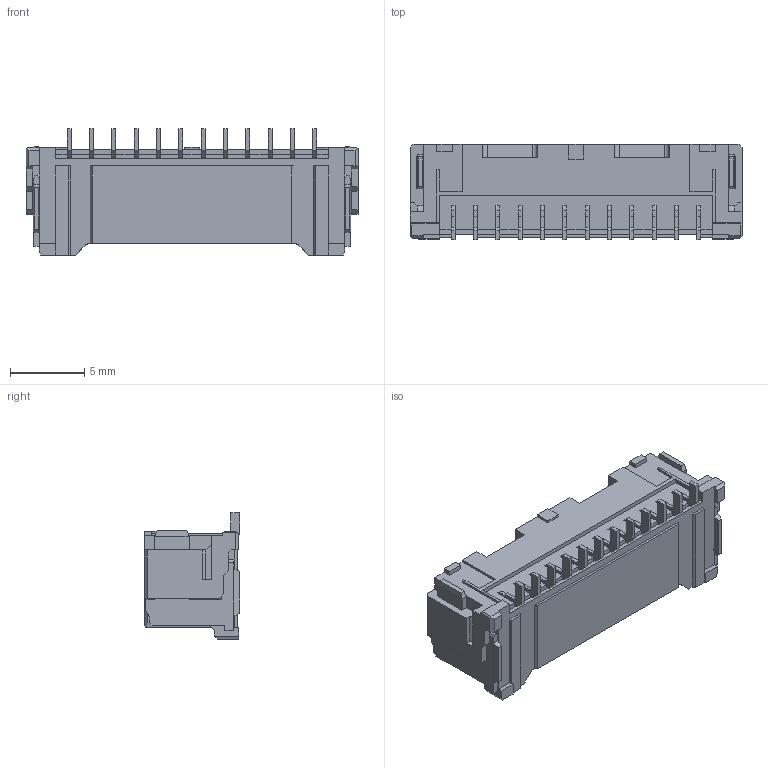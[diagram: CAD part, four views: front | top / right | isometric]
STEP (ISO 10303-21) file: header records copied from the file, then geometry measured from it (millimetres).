
FILE_DESCRIPTION((''),'2;1');
FILE_NAME('5025851270','2019-07-05T',('gga'),(''),'PRO/ENGINEER BY PARAMETRIC TECHNOLOGY CORPORATION, 2016010','PRO/ENGINEER BY PARAMETRIC TECHNOLOGY CORPORATION, 2016010','');
FILE_SCHEMA(('CONFIG_CONTROL_DESIGN'));
Length unit declared in the file: millimetre
Products named in the file (1): 5025851270
Bounding box: 22.3 x 6.4 x 8.5 mm (x, y, z)
Volume: 432.7 mm3; surface area: 1123.3 mm2
Topology: 1 solids, 1 shells, 666 faces, 2011 edges, 1340 vertices
Faces by surface type: plane 596, cylinder 70
Entity records: 22157 total; most frequent: CARTESIAN_POINT 4039, ORIENTED_EDGE 3910, DIRECTION 3455, EDGE_CURVE 1955, VECTOR 1865, LINE 1865, VERTEX_POINT 1284, AXIS2_PLACEMENT_3D 795
